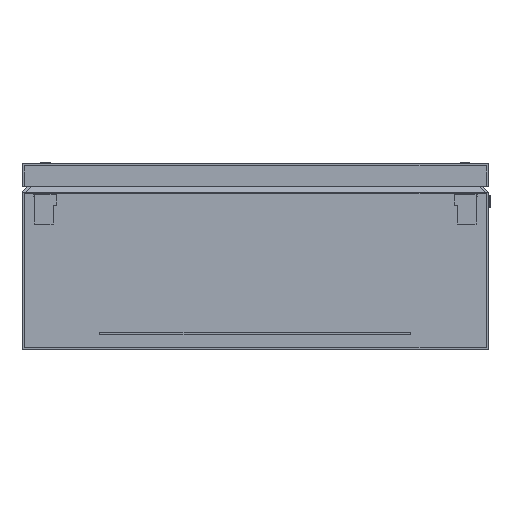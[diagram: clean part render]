
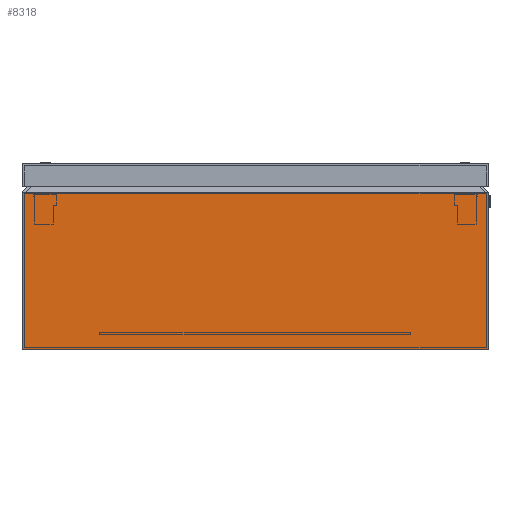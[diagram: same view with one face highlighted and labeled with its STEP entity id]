
A CAD part, left-side view. The second image highlights one B-rep face of the part: STEP entity #8318.
In plain terms, the highlighted planar face has unit normal (-1, 0, 0).
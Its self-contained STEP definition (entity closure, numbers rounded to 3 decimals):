
#322 = VERTEX_POINT ( 'NONE', #17882 ) ;
#807 = CARTESIAN_POINT ( 'NONE',  ( 0., 300., 0. ) ) ;
#2603 = ORIENTED_EDGE ( 'NONE', *, *, #17058, .T. ) ;
#2608 = CARTESIAN_POINT ( 'NONE',  ( 0., 0., 0. ) ) ;
#4074 = ORIENTED_EDGE ( 'NONE', *, *, #15753, .F. ) ;
#5345 = DIRECTION ( 'NONE',  ( 0., 0., 1. ) ) ;
#5521 = CARTESIAN_POINT ( 'NONE',  ( 0., 0., 0. ) ) ;
#7427 = LINE ( 'NONE', #2608, #22298 ) ;
#8318 = ADVANCED_FACE ( 'NONE', ( #12224 ), #20984, .T. ) ;
#8610 = EDGE_CURVE ( 'NONE', #16973, #322, #20656, .T. ) ;
#9032 = CARTESIAN_POINT ( 'NONE',  ( 0., 0., 0. ) ) ;
#9459 = DIRECTION ( 'NONE',  ( 0., 1., 0. ) ) ;
#10648 = CARTESIAN_POINT ( 'NONE',  ( 0., 0., 0. ) ) ;
#11002 = CARTESIAN_POINT ( 'NONE',  ( 0., 0., 101.167 ) ) ;
#11500 = AXIS2_PLACEMENT_3D ( 'NONE', #5521, #19096, #16815 ) ;
#12204 = VECTOR ( 'NONE', #17489, 1000. ) ;
#12224 = FACE_OUTER_BOUND ( 'NONE', #26849, .T. ) ;
#14092 = ORIENTED_EDGE ( 'NONE', *, *, #8610, .F. ) ;
#15753 = EDGE_CURVE ( 'NONE', #27906, #16973, #7427, .T. ) ;
#16815 = DIRECTION ( 'NONE',  ( 0., 0., 1. ) ) ;
#16973 = VERTEX_POINT ( 'NONE', #17066 ) ;
#17058 = EDGE_CURVE ( 'NONE', #26320, #322, #23893, .T. ) ;
#17066 = CARTESIAN_POINT ( 'NONE',  ( 0., 300., 0. ) ) ;
#17489 = DIRECTION ( 'NONE',  ( 0., 1., 0. ) ) ;
#17693 = LINE ( 'NONE', #9032, #25500 ) ;
#17882 = CARTESIAN_POINT ( 'NONE',  ( 0., 300., 101.167 ) ) ;
#18034 = ORIENTED_EDGE ( 'NONE', *, *, #22194, .T. ) ;
#19096 = DIRECTION ( 'NONE',  ( -1., 0., 0. ) ) ;
#20656 = LINE ( 'NONE', #807, #28628 ) ;
#20984 = PLANE ( 'NONE',  #11500 ) ;
#22194 = EDGE_CURVE ( 'NONE', #27906, #26320, #17693, .T. ) ;
#22298 = VECTOR ( 'NONE', #9459, 1000. ) ;
#23893 = LINE ( 'NONE', #28688, #12204 ) ;
#24103 = DIRECTION ( 'NONE',  ( 0., 0., 1. ) ) ;
#25500 = VECTOR ( 'NONE', #24103, 1000. ) ;
#26320 = VERTEX_POINT ( 'NONE', #11002 ) ;
#26849 = EDGE_LOOP ( 'NONE', ( #2603, #14092, #4074, #18034 ) ) ;
#27906 = VERTEX_POINT ( 'NONE', #10648 ) ;
#28628 = VECTOR ( 'NONE', #5345, 1000. ) ;
#28688 = CARTESIAN_POINT ( 'NONE',  ( 0., 0., 101.167 ) ) ;
